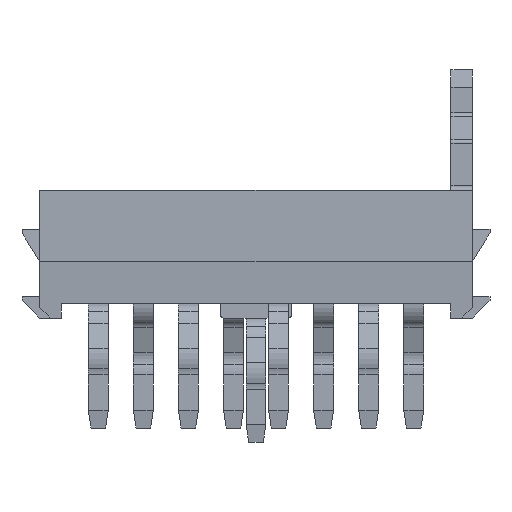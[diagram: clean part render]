
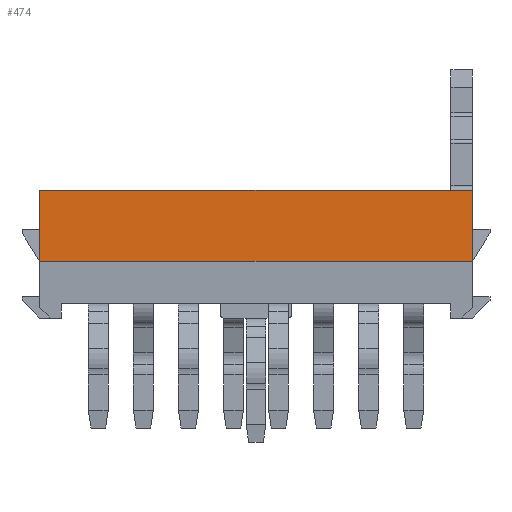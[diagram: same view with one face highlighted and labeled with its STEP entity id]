
A CAD part, front view. The second image highlights one B-rep face of the part: STEP entity #474.
In plain terms, the highlighted planar face has unit normal (0, -1, 0).
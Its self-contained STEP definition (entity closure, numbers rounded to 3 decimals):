
#474 = ADVANCED_FACE( '', ( #961 ), #962, .F. );
#961 = FACE_OUTER_BOUND( '', #1453, .T. );
#962 = PLANE( '', #1454 );
#1453 = EDGE_LOOP( '', ( #2944, #2945, #2946, #2947 ) );
#1454 = AXIS2_PLACEMENT_3D( '', #2948, #2949, #2950 );
#2944 = ORIENTED_EDGE( '', *, *, #3603, .T. );
#2945 = ORIENTED_EDGE( '', *, *, #3643, .F. );
#2946 = ORIENTED_EDGE( '', *, *, #3542, .F. );
#2947 = ORIENTED_EDGE( '', *, *, #3589, .F. );
#2948 = CARTESIAN_POINT( '', ( -6.095, -2.5, 3.6 ) );
#2949 = DIRECTION( '', ( 0., 1., 0. ) );
#2950 = DIRECTION( '', ( -1., 0., 0. ) );
#3542 = EDGE_CURVE( '', #4469, #4471, #4472, .T. );
#3589 = EDGE_CURVE( '', #4527, #4469, #4529, .T. );
#3603 = EDGE_CURVE( '', #4527, #4547, #4549, .T. );
#3643 = EDGE_CURVE( '', #4471, #4547, #4591, .T. );
#4469 = VERTEX_POINT( '', #6030 );
#4471 = VERTEX_POINT( '', #6033 );
#4472 = LINE( '', #6034, #6035 );
#4527 = VERTEX_POINT( '', #6119 );
#4529 = LINE( '', #6122, #6123 );
#4547 = VERTEX_POINT( '', #6151 );
#4549 = LINE( '', #6154, #6155 );
#4591 = LINE( '', #6209, #6210 );
#6030 = CARTESIAN_POINT( '', ( 6.095, -2.5, 3.6 ) );
#6033 = CARTESIAN_POINT( '', ( 6.095, -2.5, 1.6 ) );
#6034 = CARTESIAN_POINT( '', ( 6.095, -2.5, 3.6 ) );
#6035 = VECTOR( '', #6726, 1000. );
#6119 = CARTESIAN_POINT( '', ( -6.095, -2.5, 3.6 ) );
#6122 = CARTESIAN_POINT( '', ( -6.095, -2.5, 3.6 ) );
#6123 = VECTOR( '', #6757, 1000. );
#6151 = CARTESIAN_POINT( '', ( -6.095, -2.5, 1.6 ) );
#6154 = CARTESIAN_POINT( '', ( -6.095, -2.5, 3.6 ) );
#6155 = VECTOR( '', #6769, 1000. );
#6209 = CARTESIAN_POINT( '', ( 13.659, -2.5, 1.6 ) );
#6210 = VECTOR( '', #6782, 1000. );
#6726 = DIRECTION( '', ( 0., 0., -1. ) );
#6757 = DIRECTION( '', ( 1., 0., 0. ) );
#6769 = DIRECTION( '', ( 0., 0., -1. ) );
#6782 = DIRECTION( '', ( -1., 0., 0. ) );
